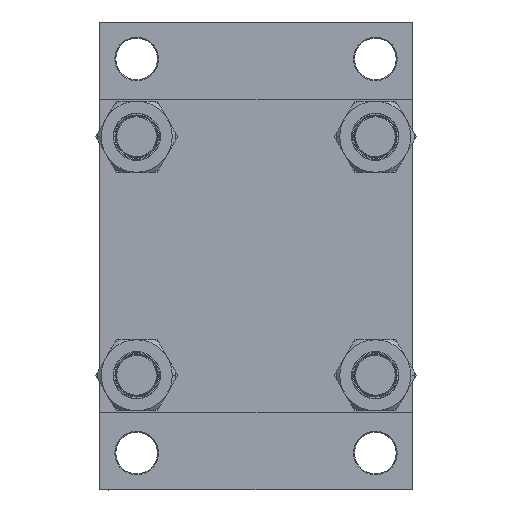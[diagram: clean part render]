
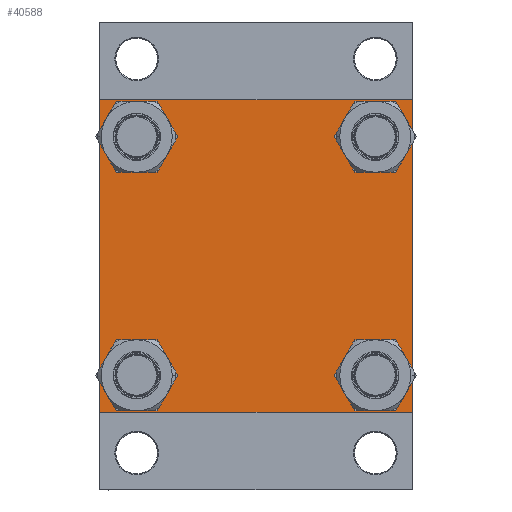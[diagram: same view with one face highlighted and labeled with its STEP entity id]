
A CAD part, left-side view. The second image highlights one B-rep face of the part: STEP entity #40588.
In plain terms, the highlighted planar face has unit normal (-1, 0, 0).
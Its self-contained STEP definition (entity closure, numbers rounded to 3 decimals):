
#170 = ORIENTED_EDGE ( 'NONE', *, *, #39357, .T. ) ;
#219 = CARTESIAN_POINT ( 'NONE',  ( 0., -82., -82.5 ) ) ;
#916 = CARTESIAN_POINT ( 'NONE',  ( 0., -62.95, -74.45 ) ) ;
#1400 = VERTEX_POINT ( 'NONE', #9211 ) ;
#1427 = LINE ( 'NONE', #16282, #41991 ) ;
#1533 = VERTEX_POINT ( 'NONE', #41295 ) ;
#1684 = DIRECTION ( 'NONE',  ( 0., 0., 1. ) ) ;
#1793 = CARTESIAN_POINT ( 'NONE',  ( 0., 82.5, -82. ) ) ;
#2001 = CARTESIAN_POINT ( 'NONE',  ( 0., 82., -82.5 ) ) ;
#2429 = DIRECTION ( 'NONE',  ( 0., 0., 1. ) ) ;
#2975 = CIRCLE ( 'NONE', #21657, 11.5 ) ;
#2996 = EDGE_LOOP ( 'NONE', ( #43430, #40360 ) ) ;
#3417 = ORIENTED_EDGE ( 'NONE', *, *, #11748, .T. ) ;
#4481 = CIRCLE ( 'NONE', #43335, 11.5 ) ;
#4592 = DIRECTION ( 'NONE',  ( 0., -1., 0. ) ) ;
#5103 = ORIENTED_EDGE ( 'NONE', *, *, #36282, .T. ) ;
#5135 = CARTESIAN_POINT ( 'NONE',  ( 0., -62.95, 62.95 ) ) ;
#5143 = AXIS2_PLACEMENT_3D ( 'NONE', #5135, #34821, #2429 ) ;
#5210 = CARTESIAN_POINT ( 'NONE',  ( 0., 82.25, 82.25 ) ) ;
#5420 = DIRECTION ( 'NONE',  ( 0., -0.707, -0.707 ) ) ;
#5447 = DIRECTION ( 'NONE',  ( 0., 0.707, -0.707 ) ) ;
#5586 = CARTESIAN_POINT ( 'NONE',  ( 0., 62.95, -62.95 ) ) ;
#5679 = CARTESIAN_POINT ( 'NONE',  ( 0., 62.95, 62.95 ) ) ;
#5954 = VERTEX_POINT ( 'NONE', #40665 ) ;
#6166 = AXIS2_PLACEMENT_3D ( 'NONE', #31319, #13310, #17429 ) ;
#7627 = CARTESIAN_POINT ( 'NONE',  ( 0., -62.95, -62.95 ) ) ;
#7797 = EDGE_CURVE ( 'NONE', #5954, #13986, #32938, .T. ) ;
#8121 = DIRECTION ( 'NONE',  ( 0., 0., -1. ) ) ;
#8778 = CARTESIAN_POINT ( 'NONE',  ( 0., 62.95, 74.45 ) ) ;
#9081 = ORIENTED_EDGE ( 'NONE', *, *, #41967, .T. ) ;
#9211 = CARTESIAN_POINT ( 'NONE',  ( 0., -82.5, -82. ) ) ;
#9488 = CARTESIAN_POINT ( 'NONE',  ( 0., 82.5, -82.5 ) ) ;
#9904 = FACE_BOUND ( 'NONE', #46008, .T. ) ;
#10367 = VERTEX_POINT ( 'NONE', #8778 ) ;
#10417 = EDGE_CURVE ( 'NONE', #21277, #35499, #42815, .T. ) ;
#10619 = CARTESIAN_POINT ( 'NONE',  ( 0., -82., 82.5 ) ) ;
#10777 = VECTOR ( 'NONE', #8121, 1000. ) ;
#11120 = ORIENTED_EDGE ( 'NONE', *, *, #19435, .T. ) ;
#11149 = EDGE_CURVE ( 'NONE', #5954, #1400, #40732, .T. ) ;
#11268 = DIRECTION ( 'NONE',  ( 0., 0., 1. ) ) ;
#11431 = DIRECTION ( 'NONE',  ( 0., 0., 1. ) ) ;
#11675 = CARTESIAN_POINT ( 'NONE',  ( 0., -62.95, -62.95 ) ) ;
#11748 = EDGE_CURVE ( 'NONE', #19985, #10367, #2975, .T. ) ;
#12130 = EDGE_CURVE ( 'NONE', #26404, #13986, #23060, .T. ) ;
#13007 = CARTESIAN_POINT ( 'NONE',  ( 0., 62.95, 62.95 ) ) ;
#13310 = DIRECTION ( 'NONE',  ( -1., 0., 0. ) ) ;
#13361 = AXIS2_PLACEMENT_3D ( 'NONE', #5586, #16056, #1684 ) ;
#13537 = FACE_BOUND ( 'NONE', #39526, .T. ) ;
#13986 = VERTEX_POINT ( 'NONE', #10619 ) ;
#14040 = DIRECTION ( 'NONE',  ( 0., 0., 1. ) ) ;
#14576 = ORIENTED_EDGE ( 'NONE', *, *, #42443, .T. ) ;
#15523 = ORIENTED_EDGE ( 'NONE', *, *, #43137, .T. ) ;
#16056 = DIRECTION ( 'NONE',  ( 1., 0., 0. ) ) ;
#16078 = CIRCLE ( 'NONE', #38626, 11.5 ) ;
#16088 = CARTESIAN_POINT ( 'NONE',  ( 0., -62.95, 51.45 ) ) ;
#16147 = VECTOR ( 'NONE', #24299, 1000. ) ;
#16282 = CARTESIAN_POINT ( 'NONE',  ( 0., -82.25, -82.25 ) ) ;
#16451 = CARTESIAN_POINT ( 'NONE',  ( 0., 62.95, -74.45 ) ) ;
#16482 = FACE_BOUND ( 'NONE', #2996, .T. ) ;
#17429 = DIRECTION ( 'NONE',  ( 0., 0., 1. ) ) ;
#18282 = EDGE_LOOP ( 'NONE', ( #43018, #3417 ) ) ;
#18482 = DIRECTION ( 'NONE',  ( 1., 0., 0. ) ) ;
#18488 = CARTESIAN_POINT ( 'NONE',  ( 0., 62.95, -62.95 ) ) ;
#18578 = AXIS2_PLACEMENT_3D ( 'NONE', #11675, #18482, #11431 ) ;
#18787 = VERTEX_POINT ( 'NONE', #24884 ) ;
#18816 = CIRCLE ( 'NONE', #13361, 11.5 ) ;
#18965 = DIRECTION ( 'NONE',  ( 1., 0., 0. ) ) ;
#19290 = VERTEX_POINT ( 'NONE', #26042 ) ;
#19435 = EDGE_CURVE ( 'NONE', #19290, #37835, #18816, .T. ) ;
#19985 = VERTEX_POINT ( 'NONE', #29367 ) ;
#20046 = LINE ( 'NONE', #5210, #44365 ) ;
#20162 = DIRECTION ( 'NONE',  ( 0., -0.707, 0.707 ) ) ;
#20504 = DIRECTION ( 'NONE',  ( 1., 0., 0. ) ) ;
#21277 = VERTEX_POINT ( 'NONE', #2001 ) ;
#21657 = AXIS2_PLACEMENT_3D ( 'NONE', #13007, #24179, #23939 ) ;
#22216 = EDGE_CURVE ( 'NONE', #10367, #19985, #35969, .T. ) ;
#23060 = LINE ( 'NONE', #37924, #46550 ) ;
#23760 = FACE_OUTER_BOUND ( 'NONE', #37096, .T. ) ;
#23939 = DIRECTION ( 'NONE',  ( 0., 0., 1. ) ) ;
#24179 = DIRECTION ( 'NONE',  ( 1., 0., 0. ) ) ;
#24299 = DIRECTION ( 'NONE',  ( 0., -1., 0. ) ) ;
#24884 = CARTESIAN_POINT ( 'NONE',  ( 0., -62.95, 74.45 ) ) ;
#25663 = CARTESIAN_POINT ( 'NONE',  ( 0., 82.5, 82. ) ) ;
#25714 = VERTEX_POINT ( 'NONE', #1793 ) ;
#26042 = CARTESIAN_POINT ( 'NONE',  ( 0., 62.95, -51.45 ) ) ;
#26221 = AXIS2_PLACEMENT_3D ( 'NONE', #43731, #28149, #14040 ) ;
#26340 = DIRECTION ( 'NONE',  ( 1., 0., 0. ) ) ;
#26404 = VERTEX_POINT ( 'NONE', #46482 ) ;
#27435 = PLANE ( 'NONE',  #6166 ) ;
#28149 = DIRECTION ( 'NONE',  ( 1., 0., 0. ) ) ;
#28311 = CARTESIAN_POINT ( 'NONE',  ( 0., -82.25, 82.25 ) ) ;
#28355 = EDGE_CURVE ( 'NONE', #18787, #46762, #32318, .T. ) ;
#29143 = ORIENTED_EDGE ( 'NONE', *, *, #47625, .T. ) ;
#29367 = CARTESIAN_POINT ( 'NONE',  ( 0., 62.95, 51.45 ) ) ;
#30164 = DIRECTION ( 'NONE',  ( 0., 0., 1. ) ) ;
#30191 = VECTOR ( 'NONE', #35859, 1000. ) ;
#30540 = EDGE_CURVE ( 'NONE', #39560, #1533, #16078, .T. ) ;
#31319 = CARTESIAN_POINT ( 'NONE',  ( 0., 0., 0. ) ) ;
#31791 = FACE_BOUND ( 'NONE', #18282, .T. ) ;
#32088 = CARTESIAN_POINT ( 'NONE',  ( 0., 82.5, 82.5 ) ) ;
#32318 = CIRCLE ( 'NONE', #5143, 11.5 ) ;
#32667 = VERTEX_POINT ( 'NONE', #25663 ) ;
#32938 = LINE ( 'NONE', #28311, #30191 ) ;
#34388 = VECTOR ( 'NONE', #35037, 1000. ) ;
#34763 = EDGE_CURVE ( 'NONE', #46762, #18787, #44855, .T. ) ;
#34821 = DIRECTION ( 'NONE',  ( 1., 0., 0. ) ) ;
#35037 = DIRECTION ( 'NONE',  ( 0., 0., -1. ) ) ;
#35197 = ORIENTED_EDGE ( 'NONE', *, *, #30540, .T. ) ;
#35499 = VERTEX_POINT ( 'NONE', #219 ) ;
#35859 = DIRECTION ( 'NONE',  ( 0., 0.707, 0.707 ) ) ;
#35969 = CIRCLE ( 'NONE', #42209, 11.5 ) ;
#36282 = EDGE_CURVE ( 'NONE', #37835, #19290, #4481, .T. ) ;
#36820 = ORIENTED_EDGE ( 'NONE', *, *, #7797, .T. ) ;
#37096 = EDGE_LOOP ( 'NONE', ( #29143, #9081, #47545, #14576, #47035, #36820, #39472, #15523 ) ) ;
#37835 = VERTEX_POINT ( 'NONE', #16451 ) ;
#37924 = CARTESIAN_POINT ( 'NONE',  ( 0., 82.5, 82.5 ) ) ;
#38516 = LINE ( 'NONE', #45840, #44326 ) ;
#38626 = AXIS2_PLACEMENT_3D ( 'NONE', #7627, #26340, #11268 ) ;
#39357 = EDGE_CURVE ( 'NONE', #1533, #39560, #40330, .T. ) ;
#39472 = ORIENTED_EDGE ( 'NONE', *, *, #12130, .F. ) ;
#39526 = EDGE_LOOP ( 'NONE', ( #170, #35197 ) ) ;
#39560 = VERTEX_POINT ( 'NONE', #916 ) ;
#40330 = CIRCLE ( 'NONE', #18578, 11.5 ) ;
#40360 = ORIENTED_EDGE ( 'NONE', *, *, #34763, .T. ) ;
#40588 = ADVANCED_FACE ( 'NONE', ( #16482, #13537, #9904, #31791, #23760 ), #27435, .T. ) ;
#40665 = CARTESIAN_POINT ( 'NONE',  ( 0., -82.5, 82. ) ) ;
#40732 = LINE ( 'NONE', #41443, #10777 ) ;
#41295 = CARTESIAN_POINT ( 'NONE',  ( 0., -62.95, -51.45 ) ) ;
#41443 = CARTESIAN_POINT ( 'NONE',  ( 0., -82.5, 82.5 ) ) ;
#41967 = EDGE_CURVE ( 'NONE', #25714, #21277, #38516, .T. ) ;
#41991 = VECTOR ( 'NONE', #20162, 1000. ) ;
#42209 = AXIS2_PLACEMENT_3D ( 'NONE', #5679, #20504, #47293 ) ;
#42443 = EDGE_CURVE ( 'NONE', #35499, #1400, #1427, .T. ) ;
#42815 = LINE ( 'NONE', #9488, #16147 ) ;
#42822 = LINE ( 'NONE', #32088, #34388 ) ;
#43018 = ORIENTED_EDGE ( 'NONE', *, *, #22216, .T. ) ;
#43137 = EDGE_CURVE ( 'NONE', #26404, #32667, #20046, .T. ) ;
#43335 = AXIS2_PLACEMENT_3D ( 'NONE', #18488, #18965, #30164 ) ;
#43430 = ORIENTED_EDGE ( 'NONE', *, *, #28355, .T. ) ;
#43731 = CARTESIAN_POINT ( 'NONE',  ( 0., -62.95, 62.95 ) ) ;
#44326 = VECTOR ( 'NONE', #5420, 1000. ) ;
#44365 = VECTOR ( 'NONE', #5447, 1000. ) ;
#44855 = CIRCLE ( 'NONE', #26221, 11.5 ) ;
#45840 = CARTESIAN_POINT ( 'NONE',  ( 0., 82.25, -82.25 ) ) ;
#46008 = EDGE_LOOP ( 'NONE', ( #11120, #5103 ) ) ;
#46482 = CARTESIAN_POINT ( 'NONE',  ( 0., 82., 82.5 ) ) ;
#46550 = VECTOR ( 'NONE', #4592, 1000. ) ;
#46762 = VERTEX_POINT ( 'NONE', #16088 ) ;
#47035 = ORIENTED_EDGE ( 'NONE', *, *, #11149, .F. ) ;
#47293 = DIRECTION ( 'NONE',  ( 0., 0., 1. ) ) ;
#47545 = ORIENTED_EDGE ( 'NONE', *, *, #10417, .T. ) ;
#47625 = EDGE_CURVE ( 'NONE', #32667, #25714, #42822, .T. ) ;
